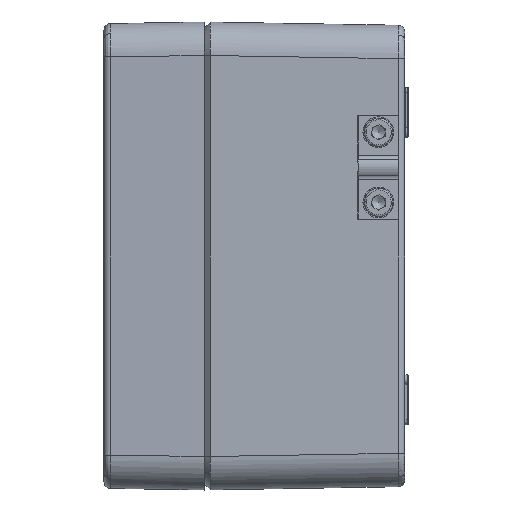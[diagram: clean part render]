
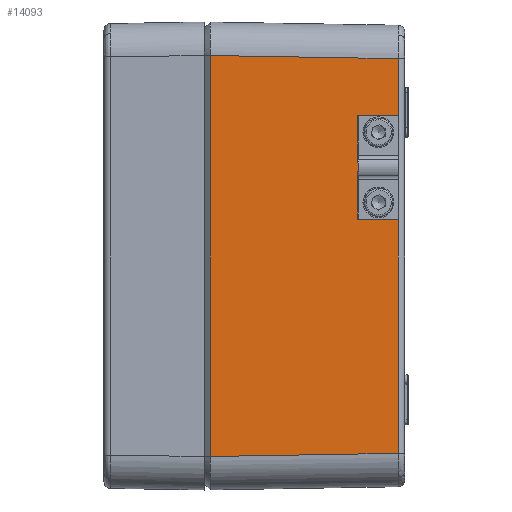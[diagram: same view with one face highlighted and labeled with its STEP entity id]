
A CAD part, left-side view. The second image highlights one B-rep face of the part: STEP entity #14093.
In plain terms, the highlighted planar face has unit normal (-1, -0.017, 0).
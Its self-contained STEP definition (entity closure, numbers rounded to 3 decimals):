
#1075=PLANE('',#15386);
#1850=LINE('',#39262,#2741);
#1851=LINE('',#39286,#2742);
#1852=LINE('',#39287,#2743);
#1853=LINE('',#39288,#2744);
#2741=VECTOR('',#18355,1000.);
#2742=VECTOR('',#18358,1000.);
#2743=VECTOR('',#18359,1000.);
#2744=VECTOR('',#18360,1000.);
#3392=FACE_BOUND('',#5168,.T.);
#3393=FACE_BOUND('',#5169,.T.);
#3394=FACE_BOUND('',#5170,.T.);
#4079=FACE_OUTER_BOUND('',#5167,.T.);
#5167=EDGE_LOOP('',(#12111,#12112,#12113,#12114));
#5168=EDGE_LOOP('',(#12115));
#5169=EDGE_LOOP('',(#12116));
#5170=EDGE_LOOP('',(#12117));
#5812=CIRCLE('',#15092,2.5);
#5814=CIRCLE('',#15096,2.5);
#5816=CIRCLE('',#15100,0.9);
#6797=VERTEX_POINT('',#36107);
#6799=VERTEX_POINT('',#36113);
#6801=VERTEX_POINT('',#36119);
#6904=VERTEX_POINT('',#36492);
#7182=VERTEX_POINT('',#39261);
#7183=VERTEX_POINT('',#39284);
#7184=VERTEX_POINT('',#39285);
#8453=EDGE_CURVE('',#6797,#6797,#5812,.T.);
#8455=EDGE_CURVE('',#6799,#6799,#5814,.T.);
#8457=EDGE_CURVE('',#6801,#6801,#5816,.T.);
#8921=EDGE_CURVE('',#6904,#7182,#1850,.T.);
#8924=EDGE_CURVE('',#7183,#7184,#1851,.T.);
#8925=EDGE_CURVE('',#7184,#6904,#1852,.T.);
#8926=EDGE_CURVE('',#7182,#7183,#1853,.T.);
#12111=ORIENTED_EDGE('',*,*,#8924,.T.);
#12112=ORIENTED_EDGE('',*,*,#8925,.T.);
#12113=ORIENTED_EDGE('',*,*,#8921,.T.);
#12114=ORIENTED_EDGE('',*,*,#8926,.T.);
#12115=ORIENTED_EDGE('',*,*,#8453,.F.);
#12116=ORIENTED_EDGE('',*,*,#8455,.F.);
#12117=ORIENTED_EDGE('',*,*,#8457,.F.);
#14093=ADVANCED_FACE('',(#4079,#3392,#3393,#3394),#1075,.T.);
#15092=AXIS2_PLACEMENT_3D('',#36108,#17572,#17573);
#15096=AXIS2_PLACEMENT_3D('',#36114,#17580,#17581);
#15100=AXIS2_PLACEMENT_3D('',#36120,#17588,#17589);
#15386=AXIS2_PLACEMENT_3D('',#39283,#18356,#18357);
#17572=DIRECTION('center_axis',(-1.,-0.017,
0.));
#17573=DIRECTION('ref_axis',(0.017,-1.,0.));
#17580=DIRECTION('center_axis',(-1.,-0.017,
0.));
#17581=DIRECTION('ref_axis',(0.017,-1.,0.));
#17588=DIRECTION('center_axis',(-1.,-0.017,
0.));
#17589=DIRECTION('ref_axis',(0.017,-1.,0.));
#18355=DIRECTION('',(-0.017,1.,0.017));
#18356=DIRECTION('center_axis',(-1.,-0.017,
0.));
#18357=DIRECTION('ref_axis',(0.017,-1.,0.));
#18358=DIRECTION('',(0.017,-1.,0.017));
#18359=DIRECTION('',(0.,0.,1.));
#18360=DIRECTION('',(0.,0.,-1.));
#36107=CARTESIAN_POINT('',(-99.091,-54.534,16.033));
#36108=CARTESIAN_POINT('Origin',(-99.133,-52.034,16.033));
#36113=CARTESIAN_POINT('',(-99.091,-54.534,37.033));
#36114=CARTESIAN_POINT('Origin',(-99.133,-52.034,37.033));
#36119=CARTESIAN_POINT('',(-99.118,-52.934,26.533));
#36120=CARTESIAN_POINT('Origin',(-99.133,-52.034,26.533));
#36492=CARTESIAN_POINT('',(-99.033,-58.033,59.034));
#39261=CARTESIAN_POINT('',(-99.97,-1.8,59.971));
#39262=CARTESIAN_POINT('',(-99.964,-2.165,59.965));
#39283=CARTESIAN_POINT('Origin',(-100.,0.,-70.));
#39284=CARTESIAN_POINT('',(-99.97,-1.8,-59.971));
#39285=CARTESIAN_POINT('',(-99.033,-58.033,-59.034));
#39286=CARTESIAN_POINT('',(-100.003,0.167,-60.004));
#39287=CARTESIAN_POINT('',(-99.033,-58.033,59.001));
#39288=CARTESIAN_POINT('',(-99.97,-1.8,-70.));
